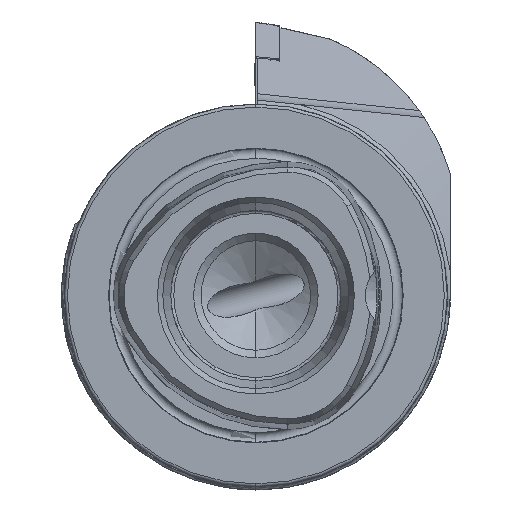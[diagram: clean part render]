
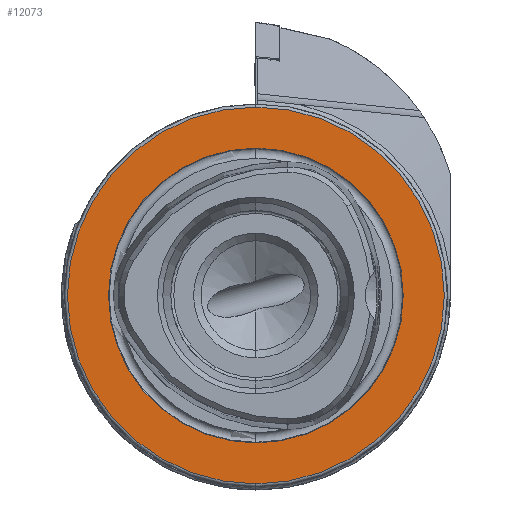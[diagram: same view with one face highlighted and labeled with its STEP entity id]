
A CAD part, left-side view. The second image highlights one B-rep face of the part: STEP entity #12073.
In plain terms, the highlighted planar face has unit normal (-1, 0, 0).
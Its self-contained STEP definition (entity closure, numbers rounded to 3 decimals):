
#429 = EDGE_LOOP ( 'NONE', ( #3543, #9597 ) ) ;
#698 = FACE_BOUND ( 'NONE', #8234, .T. ) ;
#1295 = ORIENTED_EDGE ( 'NONE', *, *, #1657, .F. ) ;
#1370 = DIRECTION ( 'NONE',  ( 0., 0., -1. ) ) ;
#1371 = CARTESIAN_POINT ( 'NONE',  ( 0., 0., -31. ) ) ;
#1657 = EDGE_CURVE ( 'NONE', #9883, #9957, #4427, .T. ) ;
#1812 = DIRECTION ( 'NONE',  ( 0., 0., 1. ) ) ;
#1856 = CARTESIAN_POINT ( 'NONE',  ( 0., 0., 0. ) ) ;
#2687 = DIRECTION ( 'NONE',  ( 0., 0., 1. ) ) ;
#3108 = VERTEX_POINT ( 'NONE', #1371 ) ;
#3374 = CARTESIAN_POINT ( 'NONE',  ( 0., 24.25, 0. ) ) ;
#3518 = FACE_OUTER_BOUND ( 'NONE', #429, .T. ) ;
#3543 = ORIENTED_EDGE ( 'NONE', *, *, #6908, .T. ) ;
#3716 = AXIS2_PLACEMENT_3D ( 'NONE', #12193, #4995, #4067 ) ;
#3735 = CARTESIAN_POINT ( 'NONE',  ( 0., 0., 24.25 ) ) ;
#3839 = DIRECTION ( 'NONE',  ( -1., 0., 0. ) ) ;
#3901 = DIRECTION ( 'NONE',  ( -1., 0., 0. ) ) ;
#4067 = DIRECTION ( 'NONE',  ( 0., 0., 1. ) ) ;
#4304 = PLANE ( 'NONE',  #12182 ) ;
#4427 = CIRCLE ( 'NONE', #3716, 24.25 ) ;
#4478 = DIRECTION ( 'NONE',  ( 0., 0., 1. ) ) ;
#4481 = CIRCLE ( 'NONE', #9762, 31. ) ;
#4995 = DIRECTION ( 'NONE',  ( -1., 0., 0. ) ) ;
#5371 = VERTEX_POINT ( 'NONE', #11349 ) ;
#5723 = CIRCLE ( 'NONE', #8301, 31. ) ;
#6360 = ORIENTED_EDGE ( 'NONE', *, *, #8285, .F. ) ;
#6908 = EDGE_CURVE ( 'NONE', #5371, #3108, #5723, .T. ) ;
#7303 = AXIS2_PLACEMENT_3D ( 'NONE', #1856, #3901, #1812 ) ;
#8068 = CIRCLE ( 'NONE', #7303, 24.25 ) ;
#8225 = DIRECTION ( 'NONE',  ( 1., 0., 0. ) ) ;
#8234 = EDGE_LOOP ( 'NONE', ( #1295, #6360 ) ) ;
#8285 = EDGE_CURVE ( 'NONE', #9957, #9883, #8068, .T. ) ;
#8301 = AXIS2_PLACEMENT_3D ( 'NONE', #9833, #3839, #4478 ) ;
#8740 = CARTESIAN_POINT ( 'NONE',  ( 0., 0., 0. ) ) ;
#9033 = CARTESIAN_POINT ( 'NONE',  ( 0., 0., -24.25 ) ) ;
#9597 = ORIENTED_EDGE ( 'NONE', *, *, #11168, .T. ) ;
#9762 = AXIS2_PLACEMENT_3D ( 'NONE', #8740, #10797, #2687 ) ;
#9833 = CARTESIAN_POINT ( 'NONE',  ( 0., 0., 0. ) ) ;
#9883 = VERTEX_POINT ( 'NONE', #3735 ) ;
#9957 = VERTEX_POINT ( 'NONE', #9033 ) ;
#10797 = DIRECTION ( 'NONE',  ( -1., 0., 0. ) ) ;
#11168 = EDGE_CURVE ( 'NONE', #3108, #5371, #4481, .T. ) ;
#11349 = CARTESIAN_POINT ( 'NONE',  ( 0., 0., 31. ) ) ;
#12073 = ADVANCED_FACE ( 'NONE', ( #698, #3518 ), #4304, .F. ) ;
#12182 = AXIS2_PLACEMENT_3D ( 'NONE', #3374, #8225, #1370 ) ;
#12193 = CARTESIAN_POINT ( 'NONE',  ( 0., 0., 0. ) ) ;
